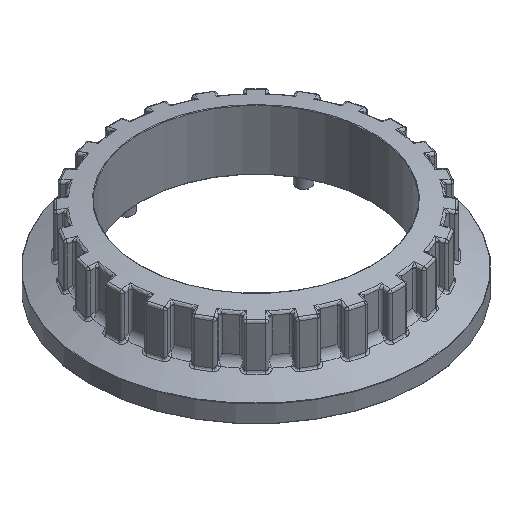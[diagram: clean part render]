
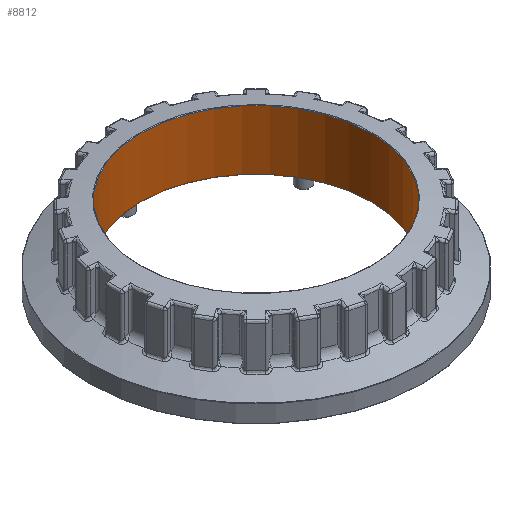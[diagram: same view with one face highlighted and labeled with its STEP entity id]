
A CAD part, isometric view. The second image highlights one B-rep face of the part: STEP entity #8812.
In plain terms, the highlighted cylindrical face has radius 23.9 mm (diameter 47.8 mm), a full revolution.
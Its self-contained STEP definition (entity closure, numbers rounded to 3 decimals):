
#1166=CYLINDRICAL_SURFACE('',#9577,23.9);
#1474=FACE_OUTER_BOUND('',#2113,.T.);
#2113=EDGE_LOOP('',(#6509,#6510,#6511,#6512,#6513));
#2704=LINE('',#16299,#2926);
#2926=VECTOR('',#10728,23.);
#3214=CIRCLE('',#9572,23.9);
#3218=CIRCLE('',#9576,23.9);
#3219=CIRCLE('',#9578,23.9);
#3950=VERTEX_POINT('',#16287);
#3951=VERTEX_POINT('',#16288);
#3954=VERTEX_POINT('',#16297);
#4877=EDGE_CURVE('',#3950,#3951,#3214,.T.);
#4881=EDGE_CURVE('',#3951,#3950,#3218,.T.);
#4882=EDGE_CURVE('',#3954,#3954,#3219,.T.);
#4883=EDGE_CURVE('',#3954,#3950,#2704,.T.);
#6509=ORIENTED_EDGE('',*,*,#4882,.F.);
#6510=ORIENTED_EDGE('',*,*,#4883,.T.);
#6511=ORIENTED_EDGE('',*,*,#4881,.F.);
#6512=ORIENTED_EDGE('',*,*,#4877,.F.);
#6513=ORIENTED_EDGE('',*,*,#4883,.F.);
#8812=ADVANCED_FACE('',(#1474),#1166,.F.);
#9572=AXIS2_PLACEMENT_3D('',#16289,#10714,#10715);
#9576=AXIS2_PLACEMENT_3D('',#16295,#10722,#10723);
#9577=AXIS2_PLACEMENT_3D('',#16296,#10724,#10725);
#9578=AXIS2_PLACEMENT_3D('',#16298,#10726,#10727);
#10714=DIRECTION('center_axis',(0.,0.,-1.));
#10715=DIRECTION('ref_axis',(-1.,0.,0.));
#10722=DIRECTION('center_axis',(0.,0.,-1.));
#10723=DIRECTION('ref_axis',(-1.,0.,0.));
#10724=DIRECTION('center_axis',(0.,0.,-1.));
#10725=DIRECTION('ref_axis',(-1.,0.,0.));
#10726=DIRECTION('center_axis',(0.,0.,
1.));
#10727=DIRECTION('ref_axis',(-1.,0.,0.));
#10728=DIRECTION('',(0.,0.,1.));
#16287=CARTESIAN_POINT('',(23.9,0.,29.55));
#16288=CARTESIAN_POINT('',(-23.9,0.,29.55));
#16289=CARTESIAN_POINT('Origin',(0.,0.,
29.55));
#16295=CARTESIAN_POINT('Origin',(0.,0.,
29.55));
#16296=CARTESIAN_POINT('Origin',(0.,0.,
17.13));
#16297=CARTESIAN_POINT('',(23.9,0.,17.23));
#16298=CARTESIAN_POINT('Origin',(0.,0.,
17.23));
#16299=CARTESIAN_POINT('',(23.9,0.,17.13));
